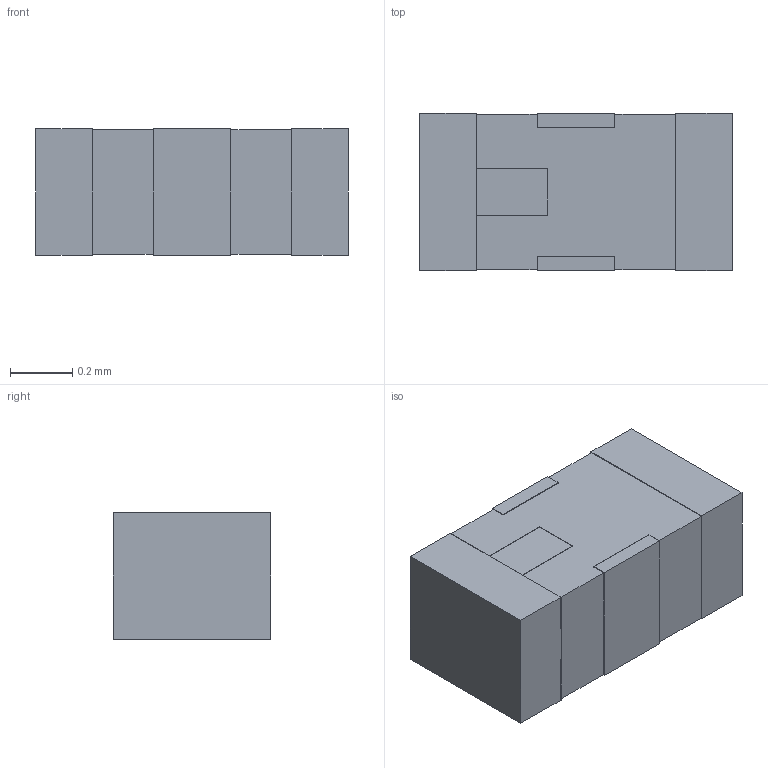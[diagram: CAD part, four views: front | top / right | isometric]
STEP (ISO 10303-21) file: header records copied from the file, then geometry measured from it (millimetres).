
FILE_DESCRIPTION(/* description */ ('Unknown'),/* implementation_level */ '2;1');
FILE_NAME(/* name */ '2450FM07D0034T',/* time_stamp */ '2024-01-08T11:08:33+02:00',/* author */ ('Unknown'),/* organization */ ('Unknown'),/* preprocessor_version */ 'ST-DEVELOPER v18.102',/* originating_system */ 'Solid Edge',/* authorisation */ 'Unknown');
FILE_SCHEMA (('AUTOMOTIVE_DESIGN {1 0 10303 214 3 1 1}'));
Length unit declared in the file: millimetre
Products named in the file (1): 2450FM07D0034T
Bounding box: 1 x 0.51 x 0.41 mm (x, y, z)
Volume: 0.2 mm3; surface area: 2.2 mm2
Topology: 1 solids, 1 shells, 36 faces, 96 edges, 64 vertices
Faces by surface type: plane 36
Entity records: 1377 total; most frequent: CARTESIAN_POINT 197, ORIENTED_EDGE 192, DIRECTION 170, EDGE_CURVE 96, LINE 96, VECTOR 96, VERTEX_POINT 64, EDGE_LOOP 38
